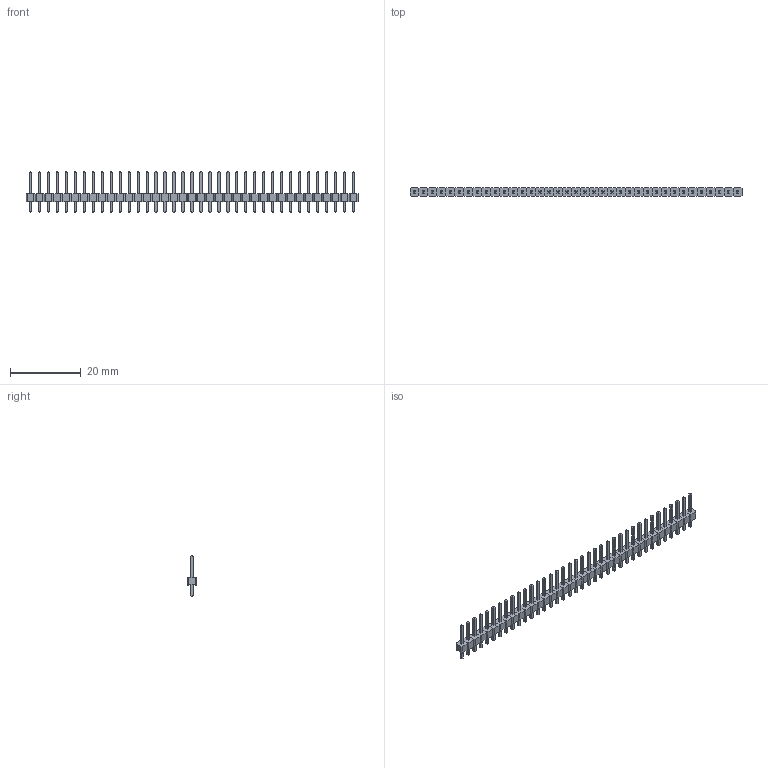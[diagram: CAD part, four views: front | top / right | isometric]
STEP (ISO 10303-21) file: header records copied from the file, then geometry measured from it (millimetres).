
FILE_DESCRIPTION(('FreeCAD Model'),'2;1');
FILE_NAME('male_header_2_54_1X37.step', '2017-06-24T14:18:49',('Author'),(''), 'Open CASCADE STEP processor 6.8','FreeCAD','Unknown');
FILE_SCHEMA(('AUTOMOTIVE_DESIGN_CC2 { 1 2 10303 214 -1 1 5 4 }'));
Length unit declared in the file: millimetre
Products named in the file (75): ASSEMBLY; User_Library-Header_Male_40Pin_BodyArray033; User_Library-Header_Male_40Pin_PinArray032; User_Library-Header_Male_40Pin_PinArray039; User_Library-Header_Male_40Pin_PinArray026; User_Library-Header_Male_40Pin_PinArray006; User_Library-Header_Male_40Pin_PinArray029; User_Library-Header_Male_40Pin_PinArray008; User_Library-Header_Male_40Pin_PinArray033; User_Library-Header_Male_40Pin_PinArray021; User_Library-Header_Male_40Pin_PinArray022; User_Library-Header_Male_40Pin_PinArray009; User_Library-Header_Male_40Pin_PinArray034; User_Library-Header_Male_40Pin_PinArray015; User_Library-Header_Male_40Pin_PinArray014; User_Library-Header_Male_40Pin_PinArray023; User_Library-Header_Male_40Pin_PinArray025; User_Library-Header_Male_40Pin_PinArray027; User_Library-Header_Male_40Pin_PinArray035; User_Library-Header_Male_40Pin_PinArray037; User_Library-Header_Male_40Pin_PinArray036; User_Library-Header_Male_40Pin_PinArray038; User_Library-Header_Male_40Pin_PinArray024; User_Library-Header_Male_40Pin_PinArray028; User_Library-Header_Male_40Pin_PinArray018; User_Library-Header_Male_40Pin_PinArray017; User_Library-Header_Male_40Pin_PinArray031; User_Library-Header_Male_40Pin_PinArray016; User_Library-Header_Male_40Pin_PinArray013; User_Library-Header_Male_40Pin_PinArray010; User_Library-Header_Male_40Pin_PinArray020; User_Library-Header_Male_40Pin_PinArray019; User_Library-Header_Male_40Pin_BodyArray006; User_Library-Header_Male_40Pin_BodyArray023; User_Library-Header_Male_40Pin_BodyArray039; User_Library-Header_Male_40Pin_PinArray003; User_Library-Header_Male_40Pin_BodyArray025; User_Library-Header_Male_40Pin_BodyArray015; User_Library-Header_Male_40Pin_BodyArray002; User_Library-Header_Male_40Pin_BodyArray016 ...
Assembly tree (74 placements, depth 2):
  ASSEMBLY
    User_Library-Header_Male_40Pin_BodyArray033
    User_Library-Header_Male_40Pin_PinArray032
    User_Library-Header_Male_40Pin_PinArray039
    User_Library-Header_Male_40Pin_PinArray026
    User_Library-Header_Male_40Pin_PinArray006
    User_Library-Header_Male_40Pin_PinArray029
    User_Library-Header_Male_40Pin_PinArray008
    User_Library-Header_Male_40Pin_PinArray033
    User_Library-Header_Male_40Pin_PinArray021
    User_Library-Header_Male_40Pin_PinArray022
    User_Library-Header_Male_40Pin_PinArray009
    User_Library-Header_Male_40Pin_PinArray034
    User_Library-Header_Male_40Pin_PinArray015
    User_Library-Header_Male_40Pin_PinArray014
    User_Library-Header_Male_40Pin_PinArray023
    User_Library-Header_Male_40Pin_PinArray025
    User_Library-Header_Male_40Pin_PinArray027
    User_Library-Header_Male_40Pin_PinArray035
    User_Library-Header_Male_40Pin_PinArray037
    User_Library-Header_Male_40Pin_PinArray036
    User_Library-Header_Male_40Pin_PinArray038
    User_Library-Header_Male_40Pin_PinArray024
    User_Library-Header_Male_40Pin_PinArray028
    User_Library-Header_Male_40Pin_PinArray018
    User_Library-Header_Male_40Pin_PinArray017
    User_Library-Header_Male_40Pin_PinArray031
    User_Library-Header_Male_40Pin_PinArray016
    User_Library-Header_Male_40Pin_PinArray013
    User_Library-Header_Male_40Pin_PinArray010
    User_Library-Header_Male_40Pin_PinArray020
    User_Library-Header_Male_40Pin_PinArray019
    User_Library-Header_Male_40Pin_BodyArray006
    User_Library-Header_Male_40Pin_BodyArray023
    User_Library-Header_Male_40Pin_BodyArray039
    User_Library-Header_Male_40Pin_PinArray003
    User_Library-Header_Male_40Pin_BodyArray025
    User_Library-Header_Male_40Pin_BodyArray015
    User_Library-Header_Male_40Pin_BodyArray002
    User_Library-Header_Male_40Pin_BodyArray016
    User_Library-Header_Male_40Pin_BodyArray027
    User_Library-Header_Male_40Pin_BodyArray020
    User_Library-Header_Male_40Pin_BodyArray019
    User_Library-Header_Male_40Pin_BodyArray009
    User_Library-Header_Male_40Pin_BodyArray022
    User_Library-Header_Male_40Pin_BodyArray010
    User_Library-Header_Male_40Pin_BodyArray018
    User_Library-Header_Male_40Pin_BodyArray021
    User_Library-Header_Male_40Pin_BodyArray012
    User_Library-Header_Male_40Pin_BodyArray013
    User_Library-Header_Male_40Pin_BodyArray017
    User_Library-Header_Male_40Pin_BodyArray011
    User_Library-Header_Male_40Pin_BodyArray008
    User_Library-Header_Male_40Pin_BodyArray031
    User_Library-Header_Male_40Pin_BodyArray004
    User_Library-Header_Male_40Pin_BodyArray028
    User_Library-Header_Male_40Pin_BodyArray032
    User_Library-Header_Male_40Pin_BodyArray036
    User_Library-Header_Male_40Pin_BodyArray037
    User_Library-Header_Male_40Pin_BodyArray014
Bounding box: 93.98 x 2.49 x 11.54 mm (x, y, z)
Volume: 609.1 mm3; surface area: 2516.4 mm2
Topology: 74 solids, 74 shells, 1184 faces, 2664 edges, 1628 vertices
Faces by surface type: plane 1184
Entity records: 76016 total; most frequent: CARTESIAN_POINT 10879, DIRECTION 10510, LINE 7992, VECTOR 7992, ORIENTED_EDGE 5328, PCURVE 5328, DEFINITIONAL_REPRESENTATION 5328, EDGE_CURVE 2664
